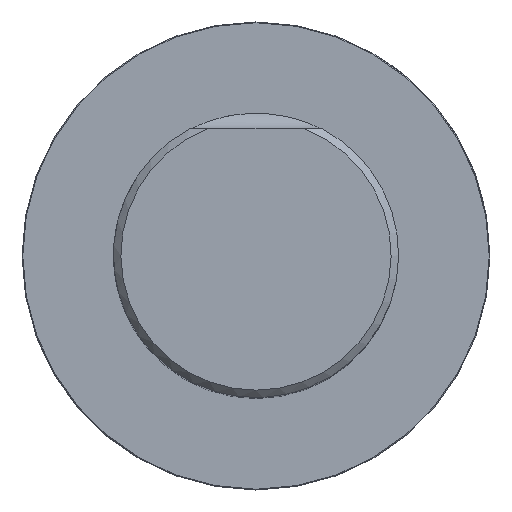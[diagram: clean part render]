
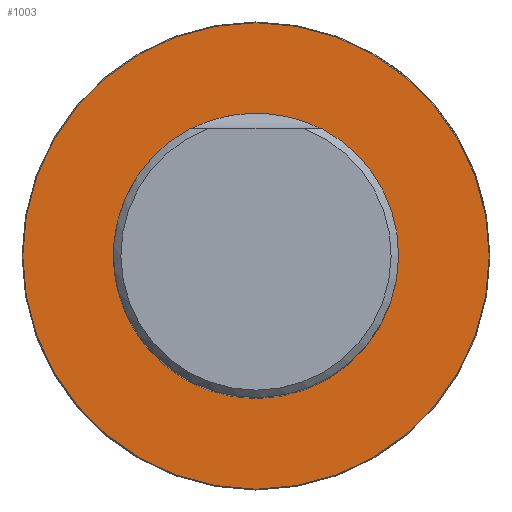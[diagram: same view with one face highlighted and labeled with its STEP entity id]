
A CAD part, top view. The second image highlights one B-rep face of the part: STEP entity #1003.
In plain terms, the highlighted planar face has unit normal (0, 0, 1).
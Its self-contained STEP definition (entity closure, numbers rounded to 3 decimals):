
#200=PLANE('',#5019);
#313=FACE_BOUND('',#1570,.T.);
#314=FACE_BOUND('',#1571,.T.);
#1003=ADVANCED_FACE('CN_SU_1',(#313,#314),#200,.T.);
#1570=EDGE_LOOP('',(#2287));
#1571=EDGE_LOOP('',(#2288));
#1990=CIRCLE('',#5016,19.046);
#1991=CIRCLE('',#5018,31.15);
#2287=ORIENTED_EDGE('',*,*,#4064,.T.);
#2288=ORIENTED_EDGE('',*,*,#4068,.F.);
#3578=VERTEX_POINT('',#7285);
#3581=VERTEX_POINT('',#7310);
#4064=EDGE_CURVE('',#3578,#3578,#1990,.T.);
#4068=EDGE_CURVE('',#3581,#3581,#1991,.T.);
#5016=AXIS2_PLACEMENT_3D('',#7284,#5637,#5638);
#5018=AXIS2_PLACEMENT_3D('',#7309,#5643,#5644);
#5019=AXIS2_PLACEMENT_3D('',#7311,#5645,#5646);
#5637=DIRECTION('',(0.,0.,-1.));
#5638=DIRECTION('',(1.,0.,0.));
#5643=DIRECTION('',(0.,0.,-1.));
#5644=DIRECTION('',(-1.,0.,0.));
#5645=DIRECTION('',(0.,0.,1.));
#5646=DIRECTION('',(1.,0.,0.));
#7284=CARTESIAN_POINT('',(0.,0.,0.));
#7285=CARTESIAN_POINT('',(19.046,0.,0.));
#7309=CARTESIAN_POINT('',(0.,0.,0.));
#7310=CARTESIAN_POINT('',(-31.15,0.,0.));
#7311=CARTESIAN_POINT('',(-31.15,0.,0.));
